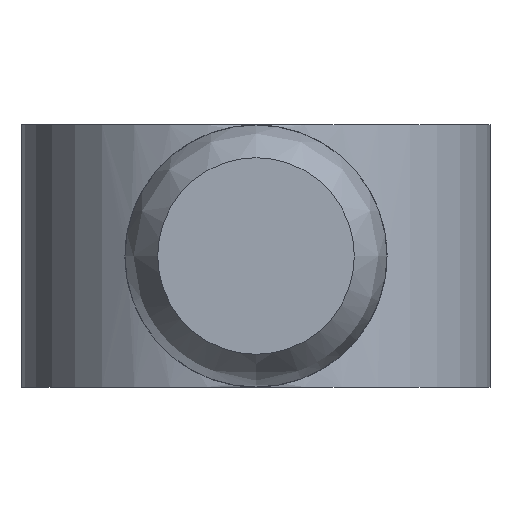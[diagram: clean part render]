
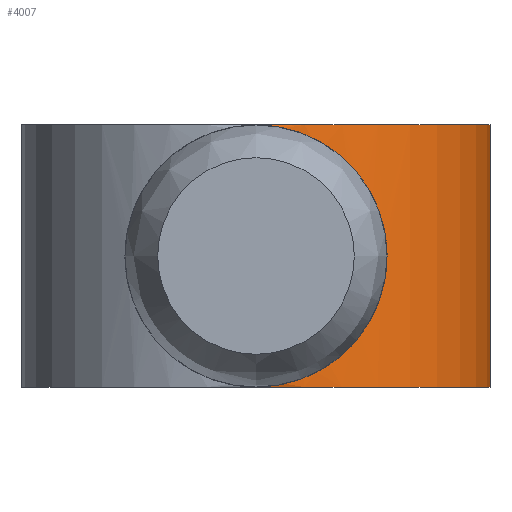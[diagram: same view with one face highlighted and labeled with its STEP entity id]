
A CAD part, left-side view. The second image highlights one B-rep face of the part: STEP entity #4007.
In plain terms, the highlighted cylindrical face has radius 12 mm (diameter 24 mm), a partial arc.
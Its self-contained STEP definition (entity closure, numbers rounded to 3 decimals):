
#394=LINE($,#7614,#687);
#395=LINE($,#7618,#688);
#396=LINE($,#7638,#689);
#687=VECTOR($,#4821,14.);
#688=VECTOR($,#4824,0.018);
#689=VECTOR($,#4825,0.018);
#903=B_SPLINE_CURVE_WITH_KNOTS($,3,(#7620,#7621,#7622,#7623,#7624,#7625,
#7626,#7627,#7628,#7629,#7630,#7631,#7632,#7633,#7634,#7635,#7636,#7637),
 .UNSPECIFIED.,.F.,.F.,(4,2,2,2,2,2,2,2,4),(1.144,1.363,
1.631,1.902,2.173,2.445,2.716,
2.984,3.203),.UNSPECIFIED.);
#1014=CYLINDRICAL_SURFACE($,#4187,12.);
#1297=FACE_OUTER_BOUND($,#1589,.T.);
#1589=EDGE_LOOP($,(#3641,#3642,#3643,#3644,#3645,#3646));
#1651=CIRCLE($,#4188,12.);
#1652=CIRCLE($,#4189,12.);
#2029=VERTEX_POINT($,#7610);
#2030=VERTEX_POINT($,#7611);
#2031=VERTEX_POINT($,#7613);
#2032=VERTEX_POINT($,#7615);
#2033=VERTEX_POINT($,#7617);
#2034=VERTEX_POINT($,#7619);
#2572=EDGE_CURVE($,#2029,#2030,#1651,.T.);
#2573=EDGE_CURVE($,#2030,#2031,#394,.T.);
#2574=EDGE_CURVE($,#2031,#2032,#1652,.T.);
#2575=EDGE_CURVE($,#2032,#2033,#395,.T.);
#2576=EDGE_CURVE($,#2034,#2033,#903,.T.);
#2577=EDGE_CURVE($,#2034,#2029,#396,.T.);
#3641=ORIENTED_EDGE($,*,*,#2572,.T.);
#3642=ORIENTED_EDGE($,*,*,#2573,.T.);
#3643=ORIENTED_EDGE($,*,*,#2574,.T.);
#3644=ORIENTED_EDGE($,*,*,#2575,.T.);
#3645=ORIENTED_EDGE($,*,*,#2576,.F.);
#3646=ORIENTED_EDGE($,*,*,#2577,.T.);
#4007=ADVANCED_FACE($,(#1297),#1014,.T.);
#4187=AXIS2_PLACEMENT_3D($,#7609,#4817,#4818);
#4188=AXIS2_PLACEMENT_3D($,#7612,#4819,#4820);
#4189=AXIS2_PLACEMENT_3D($,#7616,#4822,#4823);
#4817=DIRECTION('center_axis',(0.,0.,-1.));
#4818=DIRECTION('ref_axis',(-0.707,-0.707,0.));
#4819=DIRECTION('center_axis',(0.,0.,1.));
#4820=DIRECTION('ref_axis',(-0.707,-0.707,0.));
#4821=DIRECTION($,(0.,0.,1.));
#4822=DIRECTION('center_axis',(0.,0.,-1.));
#4823=DIRECTION('ref_axis',(-0.707,-0.707,0.));
#4824=DIRECTION($,(0.,0.,-1.));
#4825=DIRECTION($,(0.,0.,-1.));
#7609=CARTESIAN_POINT('Origin',(-6.25,-0.5,0.));
#7610=CARTESIAN_POINT('',(-18.25,-0.5,-7.));
#7611=CARTESIAN_POINT('',(-6.25,-12.5,-7.));
#7612=CARTESIAN_POINT('Origin',(-6.25,-0.5,-7.));
#7613=CARTESIAN_POINT('',(-6.25,-12.5,7.));
#7614=CARTESIAN_POINT($,(-6.25,-12.5,0.));
#7615=CARTESIAN_POINT('',(-18.25,-0.5,7.));
#7616=CARTESIAN_POINT('Origin',(-6.25,-0.5,7.));
#7617=CARTESIAN_POINT('',(-18.25,-0.5,6.982));
#7618=CARTESIAN_POINT($,(-18.25,-0.5,0.));
#7619=CARTESIAN_POINT('',(-18.25,-0.5,-6.982));
#7620=CARTESIAN_POINT('Ctrl Pts',(-18.25,-0.5,-6.982));
#7621=CARTESIAN_POINT('Ctrl Pts',(-18.25,-1.239,-6.929));
#7622=CARTESIAN_POINT('Ctrl Pts',(-18.178,-1.995,-6.752));
#7623=CARTESIAN_POINT('Ctrl Pts',(-17.888,-3.554,-6.102));
#7624=CARTESIAN_POINT('Ctrl Pts',(-17.642,-4.328,-5.568));
#7625=CARTESIAN_POINT('Ctrl Pts',(-17.154,-5.555,-4.347));
#7626=CARTESIAN_POINT('Ctrl Pts',(-16.875,-6.092,-3.571));
#7627=CARTESIAN_POINT('Ctrl Pts',(-16.462,-6.815,-1.851));
#7628=CARTESIAN_POINT('Ctrl Pts',(-16.337,-7.,-0.905));
#7629=CARTESIAN_POINT('Ctrl Pts',(-16.337,-7.,0.905));
#7630=CARTESIAN_POINT('Ctrl Pts',(-16.462,-6.815,1.851));
#7631=CARTESIAN_POINT('Ctrl Pts',(-16.875,-6.092,3.571));
#7632=CARTESIAN_POINT('Ctrl Pts',(-17.154,-5.555,4.347));
#7633=CARTESIAN_POINT('Ctrl Pts',(-17.642,-4.328,5.568));
#7634=CARTESIAN_POINT('Ctrl Pts',(-17.888,-3.554,6.102));
#7635=CARTESIAN_POINT('Ctrl Pts',(-18.178,-1.995,6.752));
#7636=CARTESIAN_POINT('Ctrl Pts',(-18.25,-1.239,6.929));
#7637=CARTESIAN_POINT('Ctrl Pts',(-18.25,-0.5,6.982));
#7638=CARTESIAN_POINT($,(-18.25,-0.5,0.));
